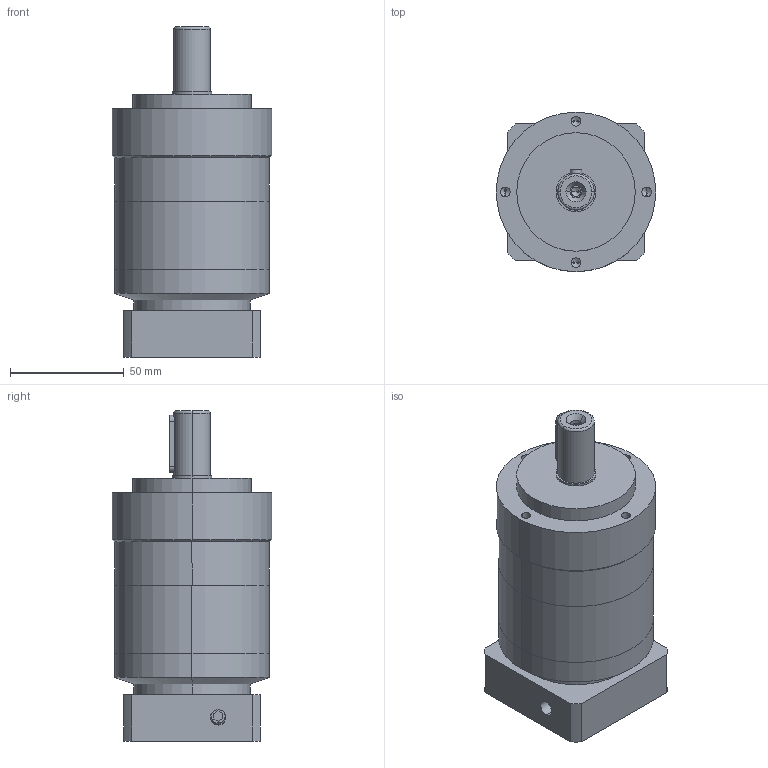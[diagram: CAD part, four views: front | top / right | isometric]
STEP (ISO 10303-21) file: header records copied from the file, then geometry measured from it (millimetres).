
FILE_DESCRIPTION (( 'STEP AP203' ), '1' );
FILE_NAME ('GPE070-L2-(14-50-70-M5).STEP', '2022-05-25T05:37:48', ( '微软用户' ), ( '微软中国' ), 'SwSTEP 2.0', 'SolidWorks 2018', '' );
FILE_SCHEMA (( 'CONFIG_CONTROL_DESIGN' ));
Length unit declared in the file: millimetre
Products named in the file (1): GPE070-L2-(14-50-70-M5)
Bounding box: 70 x 70 x 145 mm (x, y, z)
Volume: 380501.4 mm3; surface area: 61611.1 mm2
Topology: 5 solids, 5 shells, 246 faces, 595 edges, 371 vertices
Faces by surface type: cylinder 105, plane 101, cone 26, torus 14
Entity records: 7510 total; most frequent: CARTESIAN_POINT 1558, DIRECTION 1315, ORIENTED_EDGE 1154, EDGE_CURVE 577, AXIS2_PLACEMENT_3D 510, VERTEX_POINT 371, VECTOR 295, LINE 295
